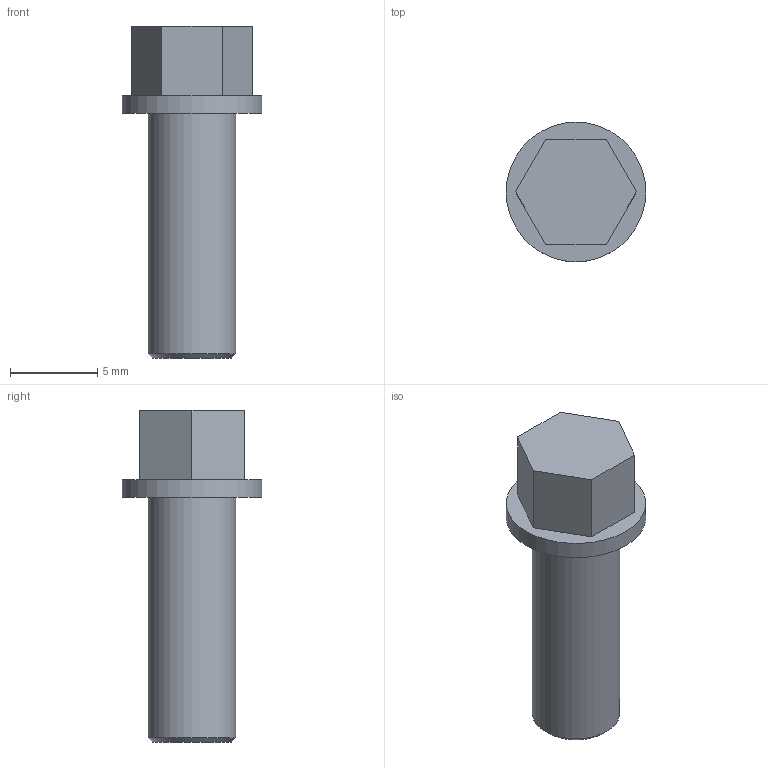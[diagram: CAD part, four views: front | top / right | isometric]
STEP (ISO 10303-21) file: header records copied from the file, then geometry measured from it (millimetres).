
FILE_DESCRIPTION( ('This file contains a STEP AP42 implementation' ,'as created by ZW3D STEP Interface translator.' ,'') ,'2;1' );
FILE_NAME( '分离水箱固定螺丝.ipt.stp' ,'251027.114725', (''), ('ZWCAD Software Co.'), 'Version 1.0', 'ZW3D to STEP translator', '' );
FILE_SCHEMA(('AUTOMOTIVE_DESIGN { 1 0 10303 214 1 1 1 1 }'));
Length unit declared in the file: millimetre
Products named in the file (1): 0
Bounding box: 8 x 8 x 19 mm (x, y, z)
Volume: 449.4 mm3; surface area: 426.3 mm2
Topology: 1 solids, 1 shells, 13 faces, 31 edges, 22 vertices
Faces by surface type: plane 10, cylinder 2, cone 1
Full cylindrical faces by diameter (mm): 5 x1, 8 x1
Entity records: 420 total; most frequent: DIRECTION 69, CARTESIAN_POINT 67, ORIENTED_EDGE 62, EDGE_CURVE 31, AXIS2_PLACEMENT_3D 24, VERTEX_POINT 22, VECTOR 21, LINE 21
